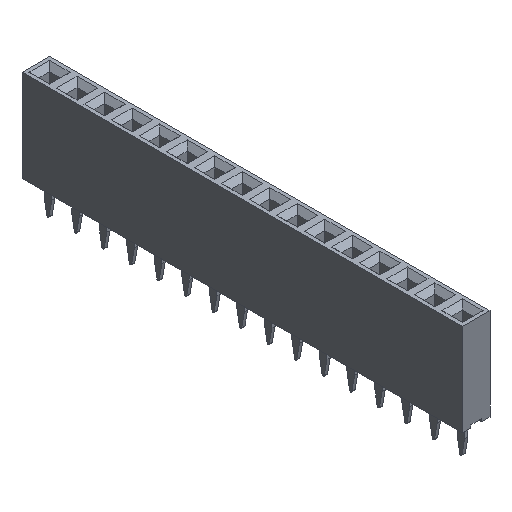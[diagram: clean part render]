
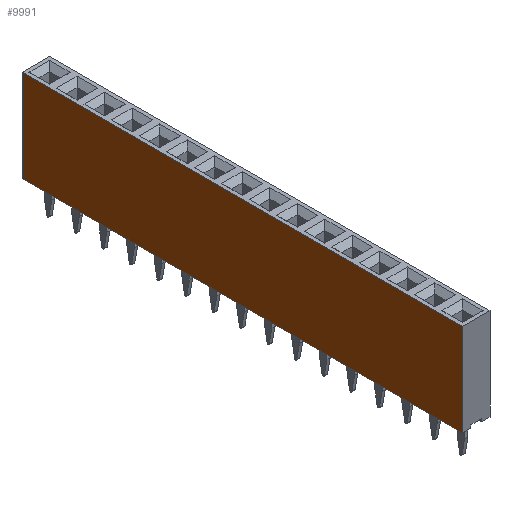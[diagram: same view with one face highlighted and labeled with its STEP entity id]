
A CAD part, isometric view. The second image highlights one B-rep face of the part: STEP entity #9991.
In plain terms, the highlighted planar face has unit normal (-1, 0, 0).
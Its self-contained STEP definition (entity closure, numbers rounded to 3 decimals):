
#7864 = VERTEX_POINT('',#7865);
#7865 = CARTESIAN_POINT('',(-1.27,1.27,8.5));
#7874 = PLANE('',#7875);
#7875 = AXIS2_PLACEMENT_3D('',#7876,#7877,#7878);
#7876 = CARTESIAN_POINT('',(0.,-19.05,8.5));
#7877 = DIRECTION('',(0.,0.,1.));
#7878 = DIRECTION('',(1.,0.,0.));
#7886 = PLANE('',#7887);
#7887 = AXIS2_PLACEMENT_3D('',#7888,#7889,#7890);
#7888 = CARTESIAN_POINT('',(-1.27,1.27,0.));
#7889 = DIRECTION('',(0.,1.,0.));
#7890 = DIRECTION('',(1.,0.,0.));
#7898 = EDGE_CURVE('',#7899,#7864,#7901,.T.);
#7899 = VERTEX_POINT('',#7900);
#7900 = CARTESIAN_POINT('',(-1.27,-39.37,8.5));
#7901 = SURFACE_CURVE('',#7902,(#7906,#7913),.PCURVE_S1.);
#7902 = LINE('',#7903,#7904);
#7903 = CARTESIAN_POINT('',(-1.27,-39.37,8.5));
#7904 = VECTOR('',#7905,1.);
#7905 = DIRECTION('',(0.,1.,0.));
#7906 = PCURVE('',#7874,#7907);
#7907 = DEFINITIONAL_REPRESENTATION('',(#7908),#7912);
#7908 = LINE('',#7909,#7910);
#7909 = CARTESIAN_POINT('',(-1.27,-20.32));
#7910 = VECTOR('',#7911,1.);
#7911 = DIRECTION('',(0.,1.));
#7912 = ( GEOMETRIC_REPRESENTATION_CONTEXT(2) 
PARAMETRIC_REPRESENTATION_CONTEXT() REPRESENTATION_CONTEXT('2D SPACE',''
  ) );
#7913 = PCURVE('',#7914,#7919);
#7914 = PLANE('',#7915);
#7915 = AXIS2_PLACEMENT_3D('',#7916,#7917,#7918);
#7916 = CARTESIAN_POINT('',(-1.27,-39.37,0.));
#7917 = DIRECTION('',(-1.,0.,0.));
#7918 = DIRECTION('',(0.,1.,0.));
#7919 = DEFINITIONAL_REPRESENTATION('',(#7920),#7924);
#7920 = LINE('',#7921,#7922);
#7921 = CARTESIAN_POINT('',(0.,-8.5));
#7922 = VECTOR('',#7923,1.);
#7923 = DIRECTION('',(1.,0.));
#7924 = ( GEOMETRIC_REPRESENTATION_CONTEXT(2) 
PARAMETRIC_REPRESENTATION_CONTEXT() REPRESENTATION_CONTEXT('2D SPACE',''
  ) );
#7942 = PLANE('',#7943);
#7943 = AXIS2_PLACEMENT_3D('',#7944,#7945,#7946);
#7944 = CARTESIAN_POINT('',(1.27,-39.37,0.));
#7945 = DIRECTION('',(0.,-1.,0.));
#7946 = DIRECTION('',(-1.,0.,0.));
#9808 = VERTEX_POINT('',#9809);
#9809 = CARTESIAN_POINT('',(-1.27,1.27,0.));
#9825 = PLANE('',#9826);
#9826 = AXIS2_PLACEMENT_3D('',#9827,#9828,#9829);
#9827 = CARTESIAN_POINT('',(0.,-19.05,0.));
#9828 = DIRECTION('',(0.,0.,1.));
#9829 = DIRECTION('',(1.,0.,0.));
#9837 = EDGE_CURVE('',#9808,#7864,#9838,.T.);
#9838 = SURFACE_CURVE('',#9839,(#9843,#9850),.PCURVE_S1.);
#9839 = LINE('',#9840,#9841);
#9840 = CARTESIAN_POINT('',(-1.27,1.27,0.));
#9841 = VECTOR('',#9842,1.);
#9842 = DIRECTION('',(0.,0.,1.));
#9843 = PCURVE('',#7886,#9844);
#9844 = DEFINITIONAL_REPRESENTATION('',(#9845),#9849);
#9845 = LINE('',#9846,#9847);
#9846 = CARTESIAN_POINT('',(0.,0.));
#9847 = VECTOR('',#9848,1.);
#9848 = DIRECTION('',(0.,-1.));
#9849 = ( GEOMETRIC_REPRESENTATION_CONTEXT(2) 
PARAMETRIC_REPRESENTATION_CONTEXT() REPRESENTATION_CONTEXT('2D SPACE',''
  ) );
#9850 = PCURVE('',#7914,#9851);
#9851 = DEFINITIONAL_REPRESENTATION('',(#9852),#9856);
#9852 = LINE('',#9853,#9854);
#9853 = CARTESIAN_POINT('',(40.64,0.));
#9854 = VECTOR('',#9855,1.);
#9855 = DIRECTION('',(0.,-1.));
#9856 = ( GEOMETRIC_REPRESENTATION_CONTEXT(2) 
PARAMETRIC_REPRESENTATION_CONTEXT() REPRESENTATION_CONTEXT('2D SPACE',''
  ) );
#9991 = ADVANCED_FACE('',(#9992),#7914,.T.);
#9992 = FACE_BOUND('',#9993,.T.);
#9993 = EDGE_LOOP('',(#9994,#10017,#10018,#10019));
#9994 = ORIENTED_EDGE('',*,*,#9995,.T.);
#9995 = EDGE_CURVE('',#9996,#7899,#9998,.T.);
#9996 = VERTEX_POINT('',#9997);
#9997 = CARTESIAN_POINT('',(-1.27,-39.37,0.));
#9998 = SURFACE_CURVE('',#9999,(#10003,#10010),.PCURVE_S1.);
#9999 = LINE('',#10000,#10001);
#10000 = CARTESIAN_POINT('',(-1.27,-39.37,0.));
#10001 = VECTOR('',#10002,1.);
#10002 = DIRECTION('',(0.,0.,1.));
#10003 = PCURVE('',#7914,#10004);
#10004 = DEFINITIONAL_REPRESENTATION('',(#10005),#10009);
#10005 = LINE('',#10006,#10007);
#10006 = CARTESIAN_POINT('',(0.,0.));
#10007 = VECTOR('',#10008,1.);
#10008 = DIRECTION('',(0.,-1.));
#10009 = ( GEOMETRIC_REPRESENTATION_CONTEXT(2) 
PARAMETRIC_REPRESENTATION_CONTEXT() REPRESENTATION_CONTEXT('2D SPACE',''
  ) );
#10010 = PCURVE('',#7942,#10011);
#10011 = DEFINITIONAL_REPRESENTATION('',(#10012),#10016);
#10012 = LINE('',#10013,#10014);
#10013 = CARTESIAN_POINT('',(2.54,0.));
#10014 = VECTOR('',#10015,1.);
#10015 = DIRECTION('',(0.,-1.));
#10016 = ( GEOMETRIC_REPRESENTATION_CONTEXT(2) 
PARAMETRIC_REPRESENTATION_CONTEXT() REPRESENTATION_CONTEXT('2D SPACE',''
  ) );
#10017 = ORIENTED_EDGE('',*,*,#7898,.T.);
#10018 = ORIENTED_EDGE('',*,*,#9837,.F.);
#10019 = ORIENTED_EDGE('',*,*,#10020,.F.);
#10020 = EDGE_CURVE('',#9996,#9808,#10021,.T.);
#10021 = SURFACE_CURVE('',#10022,(#10026,#10033),.PCURVE_S1.);
#10022 = LINE('',#10023,#10024);
#10023 = CARTESIAN_POINT('',(-1.27,-39.37,0.));
#10024 = VECTOR('',#10025,1.);
#10025 = DIRECTION('',(0.,1.,0.));
#10026 = PCURVE('',#7914,#10027);
#10027 = DEFINITIONAL_REPRESENTATION('',(#10028),#10032);
#10028 = LINE('',#10029,#10030);
#10029 = CARTESIAN_POINT('',(0.,0.));
#10030 = VECTOR('',#10031,1.);
#10031 = DIRECTION('',(1.,0.));
#10032 = ( GEOMETRIC_REPRESENTATION_CONTEXT(2) 
PARAMETRIC_REPRESENTATION_CONTEXT() REPRESENTATION_CONTEXT('2D SPACE',''
  ) );
#10033 = PCURVE('',#9825,#10034);
#10034 = DEFINITIONAL_REPRESENTATION('',(#10035),#10039);
#10035 = LINE('',#10036,#10037);
#10036 = CARTESIAN_POINT('',(-1.27,-20.32));
#10037 = VECTOR('',#10038,1.);
#10038 = DIRECTION('',(0.,1.));
#10039 = ( GEOMETRIC_REPRESENTATION_CONTEXT(2) 
PARAMETRIC_REPRESENTATION_CONTEXT() REPRESENTATION_CONTEXT('2D SPACE',''
  ) );
